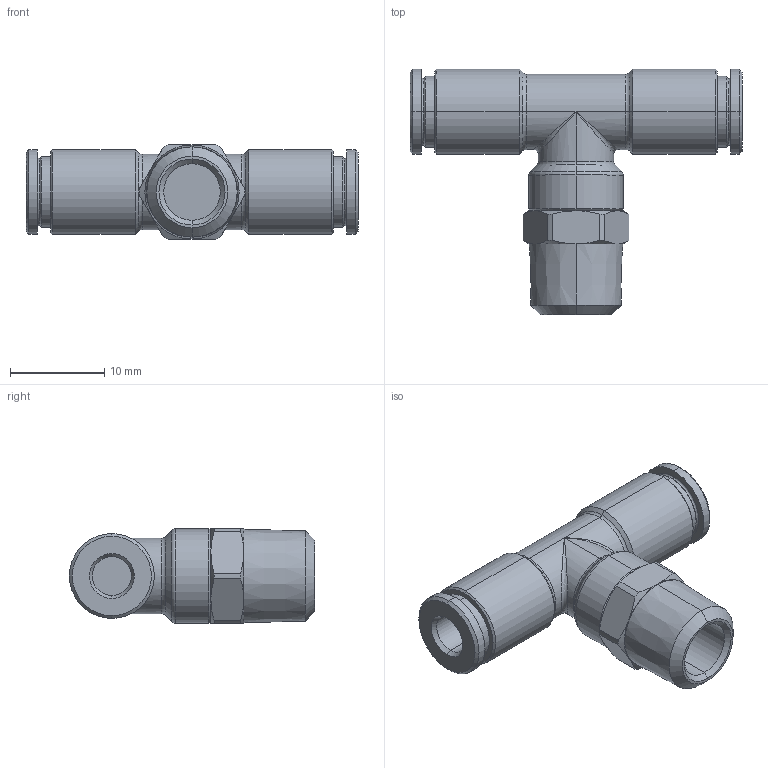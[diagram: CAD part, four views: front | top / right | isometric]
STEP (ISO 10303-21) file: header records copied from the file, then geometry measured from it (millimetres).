
FILE_DESCRIPTION (( 'STEP AP203' ), '1' );
FILE_NAME ('X0100011.STEP', '2010-10-20T06:24:44', ( 'Flavio' ), ( '' ), 'SwSTEP 2.0', 'SolidWorks 2009', '' );
FILE_SCHEMA (( 'CONFIG_CONTROL_DESIGN' ));
Length unit declared in the file: millimetre
Products named in the file (1): X0100011
Bounding box: 35.21 x 26 x 10 mm (x, y, z)
Volume: 2736 mm3; surface area: 2272.1 mm2
Topology: 1 solids, 5 shells, 120 faces, 242 edges, 137 vertices
Faces by surface type: cone 41, cylinder 41, plane 20, torus 16, bspline 2
Entity records: 3860 total; most frequent: CARTESIAN_POINT 1297, DIRECTION 571, ORIENTED_EDGE 476, AXIS2_PLACEMENT_3D 251, EDGE_CURVE 238, VERTEX_POINT 137, CIRCLE 132, EDGE_LOOP 129
